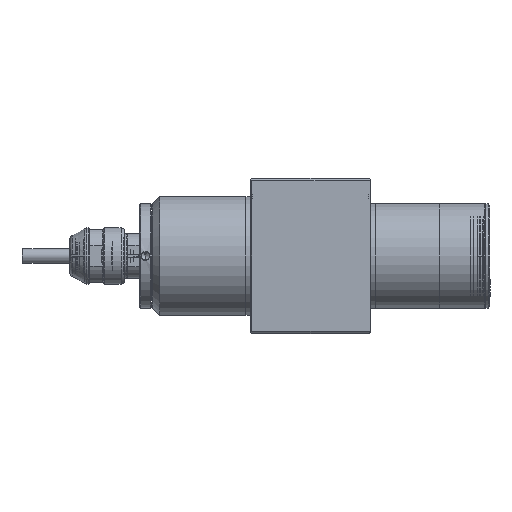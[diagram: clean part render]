
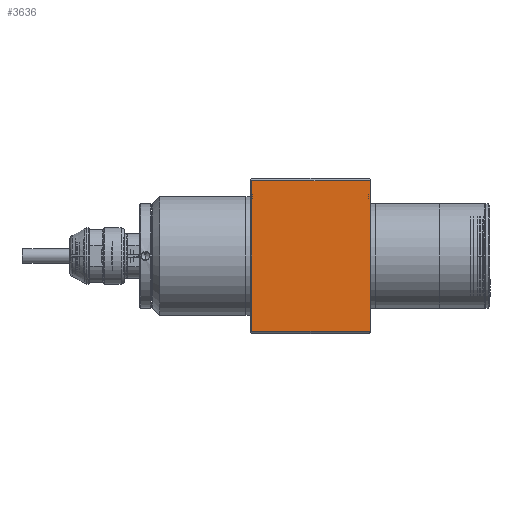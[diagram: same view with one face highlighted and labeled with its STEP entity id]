
A CAD part, front view. The second image highlights one B-rep face of the part: STEP entity #3636.
In plain terms, the highlighted planar face has unit normal (0, -1, 0).
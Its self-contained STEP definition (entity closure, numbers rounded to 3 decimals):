
#342 = DIRECTION ( 'NONE',  ( 0., 0., 1. ) ) ;
#456 = CARTESIAN_POINT ( 'NONE',  ( 45.4, -18.75, -15.77 ) ) ;
#1304 = EDGE_CURVE ( 'NONE', #18657, #16308, #4939, .T. ) ;
#1678 = LINE ( 'NONE', #1963, #17715 ) ;
#1963 = CARTESIAN_POINT ( 'NONE',  ( 45.6, -18.75, 0. ) ) ;
#2180 = FACE_OUTER_BOUND ( 'NONE', #20137, .T. ) ;
#3605 = CARTESIAN_POINT ( 'NONE',  ( 45.6, -18.75, 15.77 ) ) ;
#3628 = CARTESIAN_POINT ( 'NONE',  ( 45.467, -18.75, -15.666 ) ) ;
#3631 = EDGE_CURVE ( 'NONE', #5610, #4009, #1678, .T. ) ;
#3636 = ADVANCED_FACE ( 'NONE', ( #2180 ), #10077, .F. ) ;
#4009 = VERTEX_POINT ( 'NONE', #3605 ) ;
#4575 = LINE ( 'NONE', #18172, #16377 ) ;
#4939 = LINE ( 'NONE', #14436, #8198 ) ;
#5307 = CARTESIAN_POINT ( 'NONE',  ( 69.6, -18.75, -15.77 ) ) ;
#5438 = DIRECTION ( 'NONE',  ( 0., 1., 0. ) ) ;
#5610 = VERTEX_POINT ( 'NONE', #18966 ) ;
#6270 = EDGE_CURVE ( 'NONE', #12990, #4009, #4575, .T. ) ;
#6488 = ORIENTED_EDGE ( 'NONE', *, *, #1304, .F. ) ;
#6746 = ORIENTED_EDGE ( 'NONE', *, *, #3631, .T. ) ;
#7027 = LINE ( 'NONE', #17718, #13826 ) ;
#7469 = EDGE_CURVE ( 'NONE', #16308, #12990, #7027, .T. ) ;
#7567 = EDGE_CURVE ( 'NONE', #5610, #18657, #17564, .T. ) ;
#7949 = ORIENTED_EDGE ( 'NONE', *, *, #7469, .F. ) ;
#8099 = DIRECTION ( 'NONE',  ( -1., 0., 0. ) ) ;
#8198 = VECTOR ( 'NONE', #8099, 1000. ) ;
#8442 = CARTESIAN_POINT ( 'NONE',  ( 45.4, -18.75, -15.77 ) ) ;
#9931 = CARTESIAN_POINT ( 'NONE',  ( 45.534, -18.75, -15.562 ) ) ;
#10077 = PLANE ( 'NONE',  #11688 ) ;
#11618 = CARTESIAN_POINT ( 'NONE',  ( 45.6, -18.75, -15.457 ) ) ;
#11688 = AXIS2_PLACEMENT_3D ( 'NONE', #5307, #5438, #342 ) ;
#11702 = DIRECTION ( 'NONE',  ( 0., 0., 1. ) ) ;
#12990 = VERTEX_POINT ( 'NONE', #18176 ) ;
#13030 = DIRECTION ( 'NONE',  ( 0., 0., 1. ) ) ;
#13071 = CARTESIAN_POINT ( 'NONE',  ( 20.8, -18.75, -15.77 ) ) ;
#13496 = DIRECTION ( 'NONE',  ( 1., 0., 0. ) ) ;
#13826 = VECTOR ( 'NONE', #13030, 1000. ) ;
#14168 = ORIENTED_EDGE ( 'NONE', *, *, #6270, .F. ) ;
#14436 = CARTESIAN_POINT ( 'NONE',  ( 69.6, -18.75, -15.77 ) ) ;
#15078 = ORIENTED_EDGE ( 'NONE', *, *, #7567, .F. ) ;
#16308 = VERTEX_POINT ( 'NONE', #13071 ) ;
#16377 = VECTOR ( 'NONE', #13496, 1000. ) ;
#17564 = B_SPLINE_CURVE_WITH_KNOTS ( 'NONE', 3,
 ( #11618, #9931, #3628, #8442 ),
 .UNSPECIFIED., .F., .F.,
 ( 4, 4 ),
 ( 0., 0. ),
 .UNSPECIFIED. ) ;
#17715 = VECTOR ( 'NONE', #11702, 1000. ) ;
#17718 = CARTESIAN_POINT ( 'NONE',  ( 20.8, -18.75, -15.77 ) ) ;
#18172 = CARTESIAN_POINT ( 'NONE',  ( -2.845, -18.75, 15.77 ) ) ;
#18176 = CARTESIAN_POINT ( 'NONE',  ( 20.8, -18.75, 15.77 ) ) ;
#18657 = VERTEX_POINT ( 'NONE', #456 ) ;
#18966 = CARTESIAN_POINT ( 'NONE',  ( 45.6, -18.75, -15.457 ) ) ;
#20137 = EDGE_LOOP ( 'NONE', ( #7949, #6488, #15078, #6746, #14168 ) ) ;
